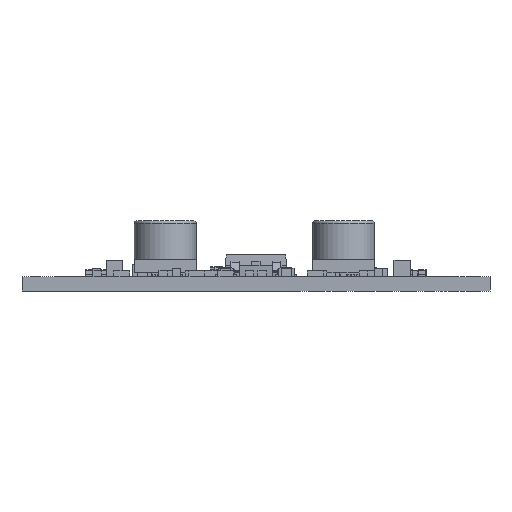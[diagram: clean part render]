
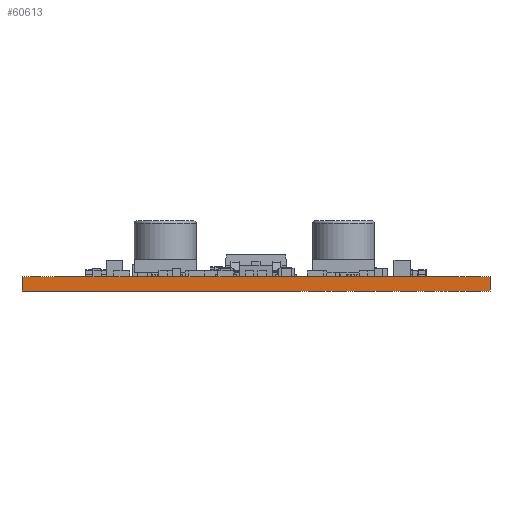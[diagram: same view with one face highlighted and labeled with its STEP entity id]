
A CAD part, left-side view. The second image highlights one B-rep face of the part: STEP entity #60613.
In plain terms, the highlighted planar face has unit normal (-1, 0, 0).
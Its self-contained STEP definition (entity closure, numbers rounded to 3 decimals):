
#1452 = ORIENTED_EDGE ( 'NONE', *, *, #80476, .F. ) ;
#4771 = DIRECTION ( 'NONE',  ( 0., 0., -1. ) ) ;
#5653 = VERTEX_POINT ( 'NONE', #89232 ) ;
#8253 = CARTESIAN_POINT ( 'NONE',  ( 0., 0., 0. ) ) ;
#8654 = CARTESIAN_POINT ( 'NONE',  ( 0., 51.308, 1.575 ) ) ;
#10771 = ORIENTED_EDGE ( 'NONE', *, *, #14566, .T. ) ;
#11361 = VECTOR ( 'NONE', #41316, 1000. ) ;
#14566 = EDGE_CURVE ( 'NONE', #71291, #75843, #41722, .T. ) ;
#18449 = ORIENTED_EDGE ( 'NONE', *, *, #39379, .F. ) ;
#34456 = FACE_OUTER_BOUND ( 'NONE', #37939, .T. ) ;
#37939 = EDGE_LOOP ( 'NONE', ( #10771, #18449, #1452, #85646 ) ) ;
#39379 = EDGE_CURVE ( 'NONE', #68849, #75843, #78359, .T. ) ;
#41316 = DIRECTION ( 'NONE',  ( 0., -1., 0. ) ) ;
#41722 = LINE ( 'NONE', #41991, #43949 ) ;
#41991 = CARTESIAN_POINT ( 'NONE',  ( 0., 51.308, 0. ) ) ;
#43949 = VECTOR ( 'NONE', #58034, 1000. ) ;
#45969 = VECTOR ( 'NONE', #72293, 1000. ) ;
#46383 = DIRECTION ( 'NONE',  ( 1., 0., 0. ) ) ;
#47009 = CARTESIAN_POINT ( 'NONE',  ( 0., 51.308, 1.575 ) ) ;
#58034 = DIRECTION ( 'NONE',  ( 0., -1., 0. ) ) ;
#58473 = PLANE ( 'NONE',  #81507 ) ;
#58772 = EDGE_CURVE ( 'NONE', #5653, #71291, #86707, .T. ) ;
#60613 = ADVANCED_FACE ( 'NONE', ( #34456 ), #58473, .F. ) ;
#62055 = LINE ( 'NONE', #82792, #11361 ) ;
#66156 = CARTESIAN_POINT ( 'NONE',  ( 0., 0., 1.575 ) ) ;
#67054 = DIRECTION ( 'NONE',  ( 0., 0., -1. ) ) ;
#68540 = VECTOR ( 'NONE', #67054, 1000. ) ;
#68849 = VERTEX_POINT ( 'NONE', #79483 ) ;
#68907 = CARTESIAN_POINT ( 'NONE',  ( 0., 51.308, 0. ) ) ;
#71291 = VERTEX_POINT ( 'NONE', #68907 ) ;
#72293 = DIRECTION ( 'NONE',  ( 0., 0., -1. ) ) ;
#75843 = VERTEX_POINT ( 'NONE', #8253 ) ;
#78359 = LINE ( 'NONE', #66156, #68540 ) ;
#79483 = CARTESIAN_POINT ( 'NONE',  ( 0., 0., 1.575 ) ) ;
#80476 = EDGE_CURVE ( 'NONE', #5653, #68849, #62055, .T. ) ;
#81507 = AXIS2_PLACEMENT_3D ( 'NONE', #47009, #46383, #4771 ) ;
#82792 = CARTESIAN_POINT ( 'NONE',  ( 0., 51.308, 1.575 ) ) ;
#85646 = ORIENTED_EDGE ( 'NONE', *, *, #58772, .T. ) ;
#86707 = LINE ( 'NONE', #8654, #45969 ) ;
#89232 = CARTESIAN_POINT ( 'NONE',  ( 0., 51.308, 1.575 ) ) ;
